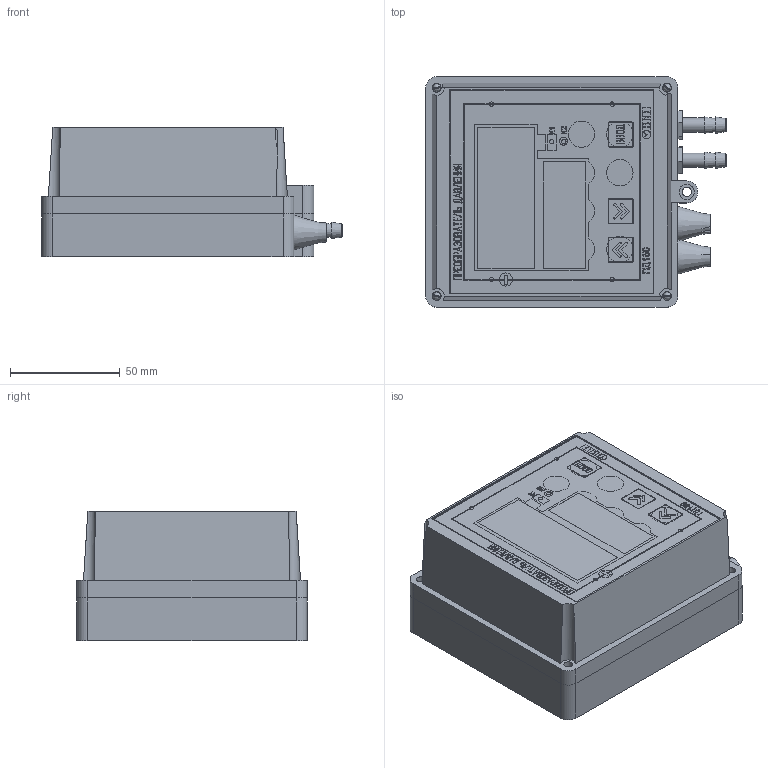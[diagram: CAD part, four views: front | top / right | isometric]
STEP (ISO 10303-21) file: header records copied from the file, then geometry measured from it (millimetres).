
FILE_DESCRIPTION(('STEP AP214'), '1');
FILE_NAME('狦150-899 3D 斁麧錪 ', '', ('UNSPECIFIED'), ('UNSPECIFIED'), 'ASCON STEP Converter 1.6', 'ASCON Math Kernel', '');
FILE_SCHEMA(('AUTOMOTIVE_DESIGN { 1 0 10303 214 3 1 1}'));
Length unit declared in the file: millimetre
Products named in the file (8): ﾎ魵瑙韃 ﾍ ﾊﾓﾂﾔ.733421.420.3002; 3; 4; 署赅 视略.735224.420.1396; 7; 8; 10
Assembly tree (12 placements, depth 2):
  (unnamed)
    ﾎ魵瑙韃 ﾍ ﾊﾓﾂﾔ.733421.420.3002
    3  x2
    4  x2
    署赅 视略.735224.420.1396
    7
    8
    10  x4
Bounding box: 137 x 105 x 59 mm (x, y, z)
Volume: 139946.4 mm3; surface area: 115936.5 mm2
Topology: 12 solids, 12 shells, 1418 faces, 3735 edges, 2480 vertices
Faces by surface type: plane 782, extrusion 454, cylinder 140, cone 32, torus 6, sphere 4
Full cylindrical faces by diameter (mm): 2 x10, 2.1 x6, 2.667 x2, 2.7 x4, 3.5 x5, 3.6 x1, 4 x6, 4.2 x1, 4.333 x2, 4.5 x1, 6 x1, 6.01 x4, 6.5 x2, 6.647 x2, 7 x7, 8 x4, 10.875 x2, 12 x4, 13 x2
Entity records: 57579 total; most frequent: CARTESIAN_POINT 14418, ORIENTED_EDGE 7054, DIRECTION 5066, EDGE_CURVE 3527, VECTOR 2734, VERTEX_POINT 2398, LINE 2280, EDGE_LOOP 1603
